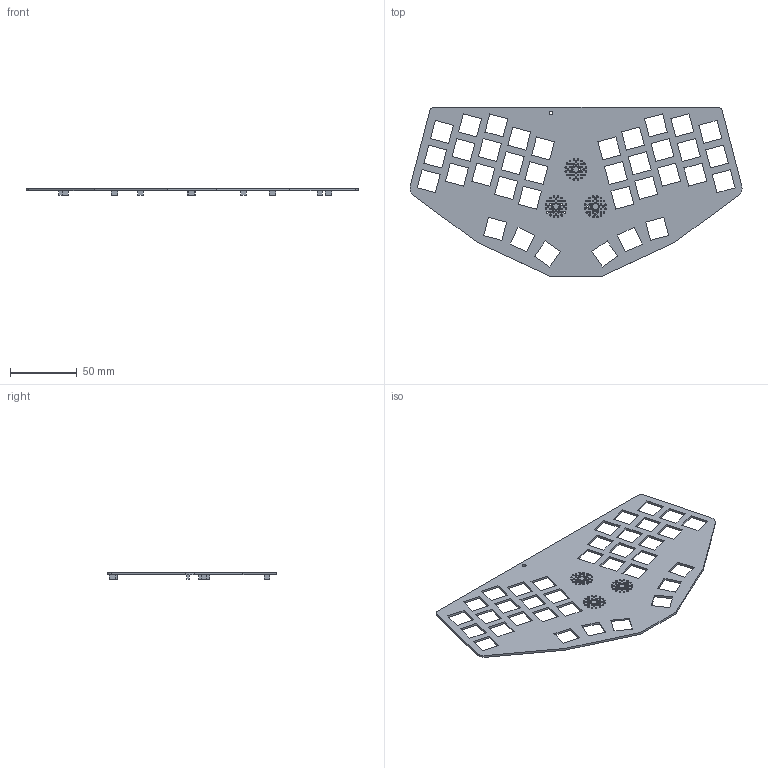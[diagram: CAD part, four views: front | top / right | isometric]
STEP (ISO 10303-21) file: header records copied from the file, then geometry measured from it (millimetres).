
FILE_DESCRIPTION(/* description */ (''),/* implementation_level */ '2;1');
FILE_NAME(/* name */ 'euclid36-switch-plate v13.step',/* time_stamp */ '2021-04-06T23:02:54-07:00',/* author */ (''),/* organization */ (''),/* preprocessor_version */ 'ST-DEVELOPER v18.1',/* originating_system */ 'Autodesk Translation Framework v9.10.0.1330',/* authorisation */ '');
FILE_SCHEMA (('AUTOMOTIVE_DESIGN { 1 0 10303 214 3 1 1 }'));
Length unit declared in the file: millimetre
Products named in the file (2): euclid36-switch-plate; COMPOUND
Assembly tree (1 placements, depth 2):
  euclid36-switch-plate
    COMPOUND
Bounding box: 248.12 x 127 x 5.2 mm (x, y, z)
Volume: 28624.6 mm3; surface area: 40595.5 mm2
Topology: 1 solids, 1 shells, 334 faces, 963 edges, 642 vertices
Faces by surface type: plane 209, cylinder 125
Full cylindrical faces by diameter (mm): 1.25 x120, 2.691 x1
Entity records: 11665 total; most frequent: CARTESIAN_POINT 1942, ORIENTED_EDGE 1926, DIRECTION 1887, EDGE_CURVE 963, LINE 713, VECTOR 713, EDGE_LOOP 659, VERTEX_POINT 642
